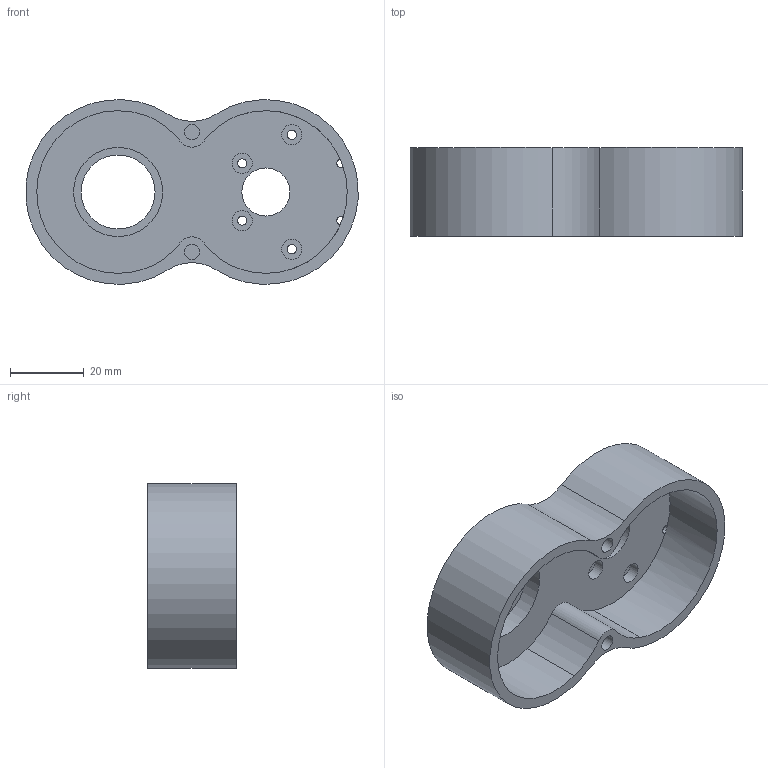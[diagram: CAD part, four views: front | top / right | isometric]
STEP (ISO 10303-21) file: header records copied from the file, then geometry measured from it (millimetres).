
FILE_DESCRIPTION(/* description */ ('STEP AP242','CAx-IF Rec.Pracs.---Representation and Presentation of Product Manufacturing Information (PMI)---4.0---2014-10-13','CAx-IF Rec.Pracs.---3D Tessellated Geometry---0.4---2014-09-14','2;1'),/* implementation_level */ '2;1');
FILE_NAME(/* name */ '67d6d63c3098f53f31d46051',/* time_stamp */ '2025-03-16T13:46:36Z',/* author */ (''),/* organization */ (''),/* preprocessor_version */ 'ST-DEVELOPER v20',/* originating_system */ 'ONSHAPE BY PTC INC, 1.195',/* authorisation */ ' ');
FILE_SCHEMA (('AP242_MANAGED_MODEL_BASED_3D_ENGINEERING_MIM_LF { 1 0 10303 442 1 1 4 }'));
Length unit declared in the file: metre
Products named in the file (1): gear housing
Bounding box: 89.82 x 24 x 49.92 mm (x, y, z)
Volume: 32200 mm3; surface area: 17869.9 mm2
Topology: 1 solids, 1 shells, 39 faces, 90 edges, 59 vertices
Faces by surface type: cylinder 27, plane 12
Full cylindrical faces by diameter (mm): 2.5 x6, 4.2 x2, 5.5 x4, 13 x1, 20 x1, 24.1 x1
Entity records: 1092 total; most frequent: DIRECTION 212, CARTESIAN_POINT 168, ORIENTED_EDGE 144, AXIS2_PLACEMENT_3D 100, EDGE_LOOP 76, FACE_BOUND 76, EDGE_CURVE 72, CIRCLE 60
